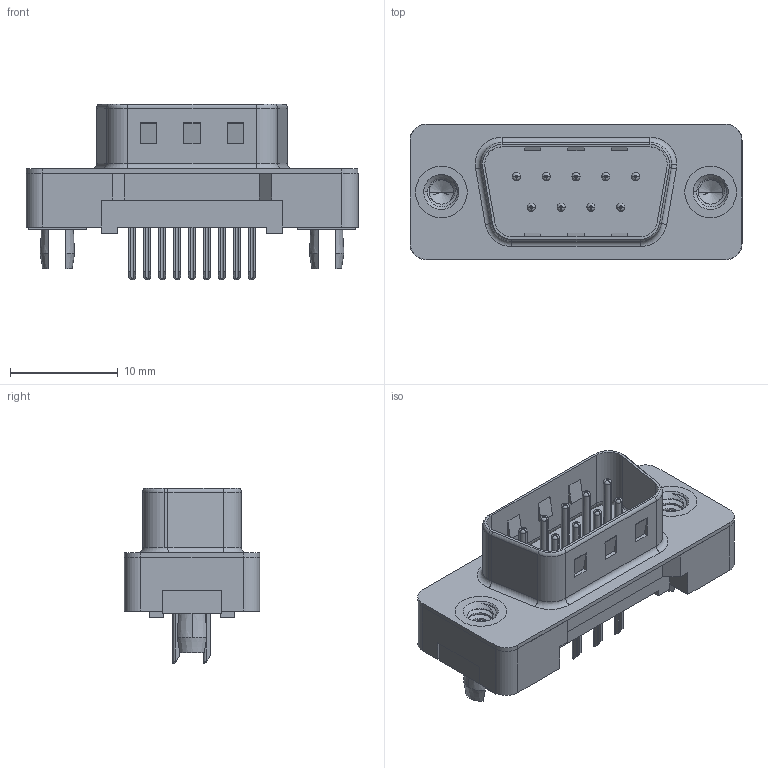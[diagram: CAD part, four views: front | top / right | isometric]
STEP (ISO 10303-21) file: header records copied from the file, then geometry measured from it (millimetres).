
FILE_DESCRIPTION (( 'STEP AP203' ), '1' );
FILE_NAME ('627-009-324-016.STEP', '2020-07-15T22:39:25', ( '' ), ( '' ), 'SwSTEP 2.0', 'SolidWorks 2020', '' );
FILE_SCHEMA (( 'CONFIG_CONTROL_DESIGN' ));
Length unit declared in the file: millimetre
Products named in the file (6): 627 Plastic Body Housing_09 Contacts; 627-009-324-016; 627 PB Shell_09 Contacts; 627 PB Contact Row 1_24; 627 PB 4-40 Threaded Rivet with Boardlock; 627 PB Contact Row 2_24
Assembly tree (13 placements, depth 2):
  627-009-324-016
    627 Plastic Body Housing_09 Contacts
    627 PB Shell_09 Contacts
    627 PB Contact Row 1_24  x5
    627 PB Contact Row 2_24  x4
    627 PB 4-40 Threaded Rivet with Boardlock  x2
Bounding box: 30.81 x 12.55 x 16.3 mm (x, y, z)
Volume: 1682.1 mm3; surface area: 3479.2 mm2
Topology: 13 solids, 13 shells, 799 faces, 2096 edges, 1345 vertices
Faces by surface type: plane 491, cylinder 234, torus 46, cone 22, bspline 6
Entity records: 14974 total; most frequent: CARTESIAN_POINT 3319, DIRECTION 2265, ORIENTED_EDGE 2248, EDGE_CURVE 1124, LINE 765, VECTOR 765, AXIS2_PLACEMENT_3D 750, VERTEX_POINT 724
